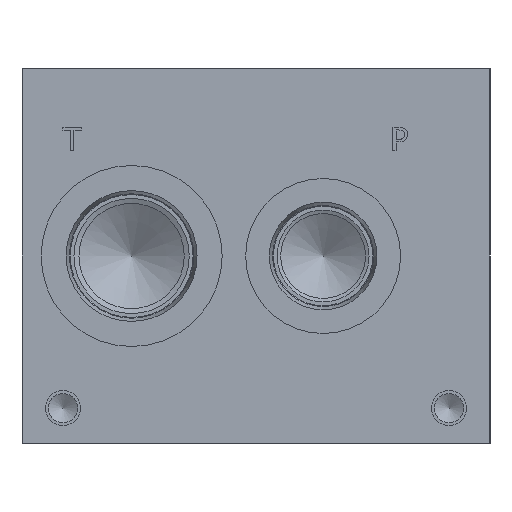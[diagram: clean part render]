
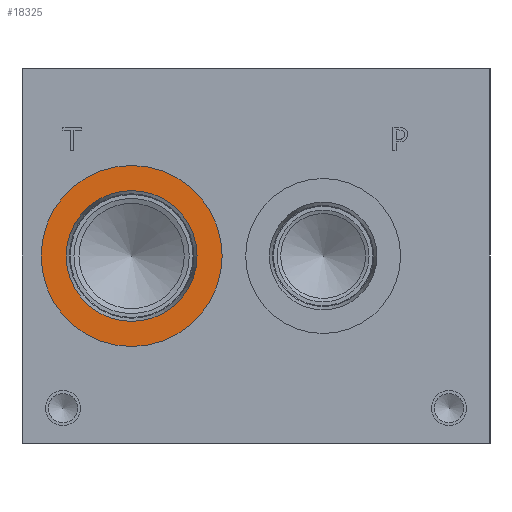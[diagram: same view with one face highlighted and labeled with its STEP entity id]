
A CAD part, left-side view. The second image highlights one B-rep face of the part: STEP entity #18325.
In plain terms, the highlighted planar face has unit normal (-1, 0, 0).
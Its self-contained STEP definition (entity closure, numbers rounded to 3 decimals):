
#704=CIRCLE('',#19286,24.562);
#705=CIRCLE('',#19287,24.562);
#706=CIRCLE('',#19289,17.755);
#707=CIRCLE('',#19290,17.755);
#1617=FACE_BOUND('',#3511,.T.);
#2441=FACE_OUTER_BOUND('',#3510,.T.);
#3510=EDGE_LOOP('',(#15349,#15350));
#3511=EDGE_LOOP('',(#15351,#15352));
#8323=VERTEX_POINT('',#31146);
#8324=VERTEX_POINT('',#31148);
#8325=VERTEX_POINT('',#31152);
#8326=VERTEX_POINT('',#31153);
#10775=EDGE_CURVE('',#8323,#8324,#704,.T.);
#10776=EDGE_CURVE('',#8324,#8323,#705,.T.);
#10777=EDGE_CURVE('',#8325,#8326,#706,.T.);
#10778=EDGE_CURVE('',#8326,#8325,#707,.T.);
#15349=ORIENTED_EDGE('',*,*,#10776,.F.);
#15350=ORIENTED_EDGE('',*,*,#10775,.F.);
#15351=ORIENTED_EDGE('',*,*,#10777,.T.);
#15352=ORIENTED_EDGE('',*,*,#10778,.T.);
#16917=PLANE('',#19288);
#18325=ADVANCED_FACE('',(#2441,#1617),#16917,.F.);
#19286=AXIS2_PLACEMENT_3D('',#31149,#22707,#22708);
#19287=AXIS2_PLACEMENT_3D('',#31150,#22709,#22710);
#19288=AXIS2_PLACEMENT_3D('',#31151,#22711,#22712);
#19289=AXIS2_PLACEMENT_3D('',#31154,#22713,#22714);
#19290=AXIS2_PLACEMENT_3D('',#31155,#22715,#22716);
#22707=DIRECTION('center_axis',(1.,0.,0.));
#22708=DIRECTION('ref_axis',(0.,0.,-1.));
#22709=DIRECTION('center_axis',(1.,0.,0.));
#22710=DIRECTION('ref_axis',(0.,0.,-1.));
#22711=DIRECTION('center_axis',(1.,0.,0.));
#22712=DIRECTION('ref_axis',(0.,0.,-1.));
#22713=DIRECTION('center_axis',(1.,0.,0.));
#22714=DIRECTION('ref_axis',(0.,0.,-1.));
#22715=DIRECTION('center_axis',(1.,0.,0.));
#22716=DIRECTION('ref_axis',(0.,0.,-1.));
#31146=CARTESIAN_POINT('',(0.787,97.257,26.238));
#31148=CARTESIAN_POINT('',(0.787,97.257,75.362));
#31149=CARTESIAN_POINT('Origin',(0.787,97.257,50.8));
#31150=CARTESIAN_POINT('Origin',(0.787,97.257,50.8));
#31151=CARTESIAN_POINT('Origin',(0.787,97.257,68.555));
#31152=CARTESIAN_POINT('',(0.787,97.257,68.555));
#31153=CARTESIAN_POINT('',(0.787,97.257,33.045));
#31154=CARTESIAN_POINT('Origin',(0.787,97.257,50.8));
#31155=CARTESIAN_POINT('Origin',(0.787,97.257,50.8));
